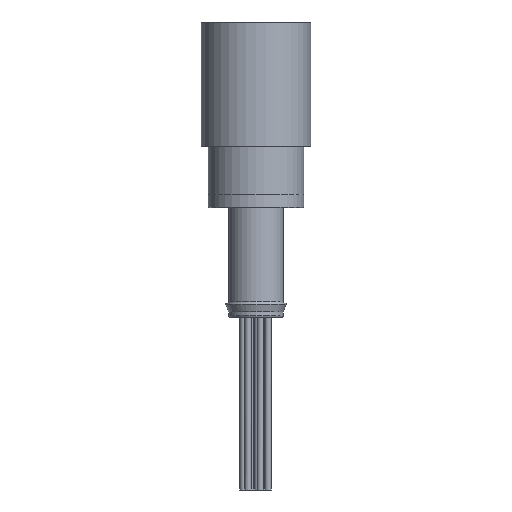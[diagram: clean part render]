
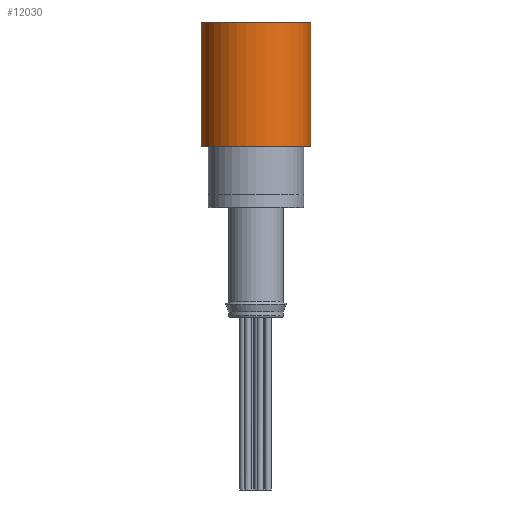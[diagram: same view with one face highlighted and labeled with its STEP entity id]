
A CAD part, front view. The second image highlights one B-rep face of the part: STEP entity #12030.
In plain terms, the highlighted cylindrical face has radius 12.7 mm (diameter 25.4 mm), a full revolution.
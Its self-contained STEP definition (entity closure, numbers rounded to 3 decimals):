
#1231=LINE('',#24932,#1885);
#1885=VECTOR('',#16283,12.7);
#1980=CYLINDRICAL_SURFACE('',#13209,12.7);
#2527=FACE_OUTER_BOUND('',#3195,.T.);
#3195=EDGE_LOOP('',(#9919,#9920,#9921,#9922,#9923,#9924));
#3805=CIRCLE('',#13172,12.7);
#3806=CIRCLE('',#13173,12.7);
#3809=CIRCLE('',#13177,12.7);
#3810=CIRCLE('',#13178,12.7);
#5079=VERTEX_POINT('',#24858);
#5080=VERTEX_POINT('',#24859);
#5083=VERTEX_POINT('',#24867);
#5084=VERTEX_POINT('',#24868);
#6746=EDGE_CURVE('',#5079,#5080,#3805,.T.);
#6747=EDGE_CURVE('',#5080,#5079,#3806,.T.);
#6750=EDGE_CURVE('',#5083,#5084,#3809,.T.);
#6751=EDGE_CURVE('',#5084,#5083,#3810,.T.);
#6782=EDGE_CURVE('',#5080,#5084,#1231,.T.);
#9919=ORIENTED_EDGE('',*,*,#6746,.T.);
#9920=ORIENTED_EDGE('',*,*,#6782,.T.);
#9921=ORIENTED_EDGE('',*,*,#6750,.F.);
#9922=ORIENTED_EDGE('',*,*,#6751,.F.);
#9923=ORIENTED_EDGE('',*,*,#6782,.F.);
#9924=ORIENTED_EDGE('',*,*,#6747,.T.);
#12030=ADVANCED_FACE('',(#2527),#1980,.T.);
#13172=AXIS2_PLACEMENT_3D('',#24860,#16204,#16205);
#13173=AXIS2_PLACEMENT_3D('',#24861,#16206,#16207);
#13177=AXIS2_PLACEMENT_3D('',#24869,#16214,#16215);
#13178=AXIS2_PLACEMENT_3D('',#24870,#16216,#16217);
#13209=AXIS2_PLACEMENT_3D('',#24931,#16281,#16282);
#16204=DIRECTION('center_axis',(0.,0.,1.));
#16205=DIRECTION('ref_axis',(1.,0.,0.));
#16206=DIRECTION('center_axis',(0.,0.,1.));
#16207=DIRECTION('ref_axis',(1.,0.,0.));
#16214=DIRECTION('center_axis',(0.,0.,1.));
#16215=DIRECTION('ref_axis',(1.,0.,0.));
#16216=DIRECTION('center_axis',(0.,0.,1.));
#16217=DIRECTION('ref_axis',(1.,0.,0.));
#16281=DIRECTION('center_axis',(0.,0.,-1.));
#16282=DIRECTION('ref_axis',(-1.,0.,0.));
#16283=DIRECTION('',(0.,0.,1.));
#24858=CARTESIAN_POINT('',(-12.7,0.,-1.6));
#24859=CARTESIAN_POINT('',(12.7,0.,-1.6));
#24860=CARTESIAN_POINT('Origin',(0.,0.,-1.6));
#24861=CARTESIAN_POINT('Origin',(0.,0.,-1.6));
#24867=CARTESIAN_POINT('',(-12.7,0.,26.975));
#24868=CARTESIAN_POINT('',(12.7,0.,26.975));
#24869=CARTESIAN_POINT('Origin',(0.,0.,26.975));
#24870=CARTESIAN_POINT('Origin',(0.,0.,26.975));
#24931=CARTESIAN_POINT('Origin',(0.,0.,26.975));
#24932=CARTESIAN_POINT('',(12.7,0.,26.975));
